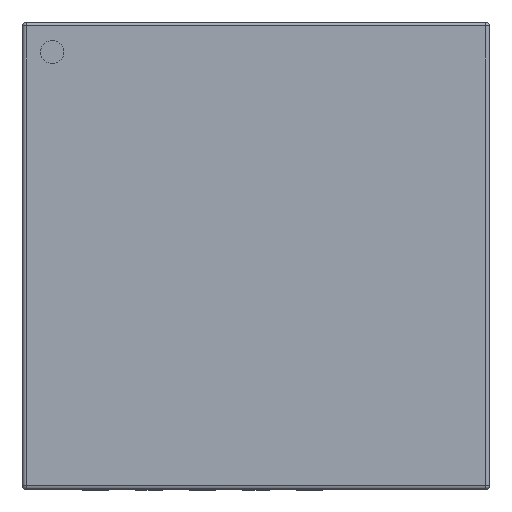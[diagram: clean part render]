
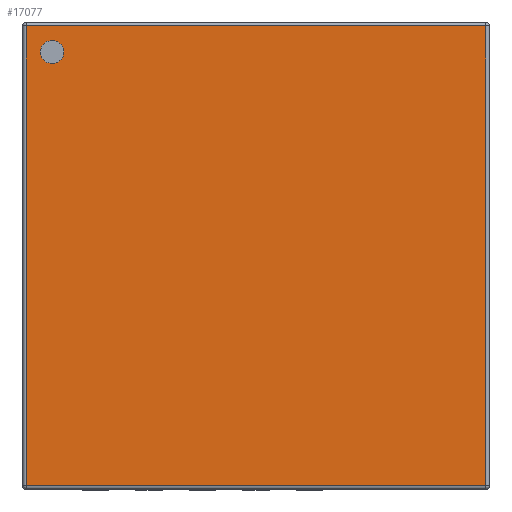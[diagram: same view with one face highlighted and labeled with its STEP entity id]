
A CAD part, top view. The second image highlights one B-rep face of the part: STEP entity #17077.
In plain terms, the highlighted planar face has unit normal (0, 0, 1).
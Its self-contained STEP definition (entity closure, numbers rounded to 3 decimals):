
#4018 = CYLINDRICAL_SURFACE('',#4019,0.05);
#4019 = AXIS2_PLACEMENT_3D('',#4020,#4021,#4022);
#4020 = CARTESIAN_POINT('',(-3.49,-3.44,0.83));
#4021 = DIRECTION('',(1.,0.,0.));
#4022 = DIRECTION('',(0.,-1.,0.));
#14489 = VERTEX_POINT('',#14490);
#14490 = CARTESIAN_POINT('',(-3.44,-3.44,0.88));
#14512 = EDGE_CURVE('',#14489,#14513,#14515,.T.);
#14513 = VERTEX_POINT('',#14514);
#14514 = CARTESIAN_POINT('',(3.44,-3.44,0.88));
#14515 = SURFACE_CURVE('',#14516,(#14520,#14527),.PCURVE_S1.);
#14516 = LINE('',#14517,#14518);
#14517 = CARTESIAN_POINT('',(-3.49,-3.44,0.88));
#14518 = VECTOR('',#14519,1.);
#14519 = DIRECTION('',(1.,0.,0.));
#14520 = PCURVE('',#4018,#14521);
#14521 = DEFINITIONAL_REPRESENTATION('',(#14522),#14526);
#14522 = LINE('',#14523,#14524);
#14523 = CARTESIAN_POINT('',(-1.571,0.));
#14524 = VECTOR('',#14525,1.);
#14525 = DIRECTION('',(-0.,1.));
#14526 = ( GEOMETRIC_REPRESENTATION_CONTEXT(2) 
PARAMETRIC_REPRESENTATION_CONTEXT() REPRESENTATION_CONTEXT('2D SPACE',''
  ) );
#14527 = PCURVE('',#14528,#14533);
#14528 = PLANE('',#14529);
#14529 = AXIS2_PLACEMENT_3D('',#14530,#14531,#14532);
#14530 = CARTESIAN_POINT('',(-3.49,-3.49,0.88));
#14531 = DIRECTION('',(0.,0.,1.));
#14532 = DIRECTION('',(1.,0.,0.));
#14533 = DEFINITIONAL_REPRESENTATION('',(#14534),#14538);
#14534 = LINE('',#14535,#14536);
#14535 = CARTESIAN_POINT('',(0.,0.05));
#14536 = VECTOR('',#14537,1.);
#14537 = DIRECTION('',(1.,0.));
#14538 = ( GEOMETRIC_REPRESENTATION_CONTEXT(2) 
PARAMETRIC_REPRESENTATION_CONTEXT() REPRESENTATION_CONTEXT('2D SPACE',''
  ) );
#14842 = CYLINDRICAL_SURFACE('',#14843,0.05);
#14843 = AXIS2_PLACEMENT_3D('',#14844,#14845,#14846);
#14844 = CARTESIAN_POINT('',(-3.44,3.44,0.83));
#14845 = DIRECTION('',(-0.,-1.,-0.));
#14846 = DIRECTION('',(-1.,0.,0.));
#15727 = CYLINDRICAL_SURFACE('',#15728,0.05);
#15728 = AXIS2_PLACEMENT_3D('',#15729,#15730,#15731);
#15729 = CARTESIAN_POINT('',(-3.49,3.44,0.83));
#15730 = DIRECTION('',(1.,0.,0.));
#15731 = DIRECTION('',(0.,1.,0.));
#15967 = CYLINDRICAL_SURFACE('',#15968,0.05);
#15968 = AXIS2_PLACEMENT_3D('',#15969,#15970,#15971);
#15969 = CARTESIAN_POINT('',(3.44,3.44,0.83));
#15970 = DIRECTION('',(-0.,-1.,-0.));
#15971 = DIRECTION('',(0.,0.,1.));
#17077 = ADVANCED_FACE('',(#17078,#17148),#14528,.T.);
#17078 = FACE_BOUND('',#17079,.T.);
#17079 = EDGE_LOOP('',(#17080,#17081,#17104,#17127));
#17080 = ORIENTED_EDGE('',*,*,#14512,.T.);
#17081 = ORIENTED_EDGE('',*,*,#17082,.F.);
#17082 = EDGE_CURVE('',#17083,#14513,#17085,.T.);
#17083 = VERTEX_POINT('',#17084);
#17084 = CARTESIAN_POINT('',(3.44,3.44,0.88));
#17085 = SURFACE_CURVE('',#17086,(#17090,#17097),.PCURVE_S1.);
#17086 = LINE('',#17087,#17088);
#17087 = CARTESIAN_POINT('',(3.44,3.44,0.88));
#17088 = VECTOR('',#17089,1.);
#17089 = DIRECTION('',(-0.,-1.,-0.));
#17090 = PCURVE('',#14528,#17091);
#17091 = DEFINITIONAL_REPRESENTATION('',(#17092),#17096);
#17092 = LINE('',#17093,#17094);
#17093 = CARTESIAN_POINT('',(6.93,6.93));
#17094 = VECTOR('',#17095,1.);
#17095 = DIRECTION('',(-0.,-1.));
#17096 = ( GEOMETRIC_REPRESENTATION_CONTEXT(2) 
PARAMETRIC_REPRESENTATION_CONTEXT() REPRESENTATION_CONTEXT('2D SPACE',''
  ) );
#17097 = PCURVE('',#15967,#17098);
#17098 = DEFINITIONAL_REPRESENTATION('',(#17099),#17103);
#17099 = LINE('',#17100,#17101);
#17100 = CARTESIAN_POINT('',(-0.,0.));
#17101 = VECTOR('',#17102,1.);
#17102 = DIRECTION('',(-0.,1.));
#17103 = ( GEOMETRIC_REPRESENTATION_CONTEXT(2) 
PARAMETRIC_REPRESENTATION_CONTEXT() REPRESENTATION_CONTEXT('2D SPACE',''
  ) );
#17104 = ORIENTED_EDGE('',*,*,#17105,.F.);
#17105 = EDGE_CURVE('',#17106,#17083,#17108,.T.);
#17106 = VERTEX_POINT('',#17107);
#17107 = CARTESIAN_POINT('',(-3.44,3.44,0.88));
#17108 = SURFACE_CURVE('',#17109,(#17113,#17120),.PCURVE_S1.);
#17109 = LINE('',#17110,#17111);
#17110 = CARTESIAN_POINT('',(-3.49,3.44,0.88));
#17111 = VECTOR('',#17112,1.);
#17112 = DIRECTION('',(1.,0.,0.));
#17113 = PCURVE('',#14528,#17114);
#17114 = DEFINITIONAL_REPRESENTATION('',(#17115),#17119);
#17115 = LINE('',#17116,#17117);
#17116 = CARTESIAN_POINT('',(0.,6.93));
#17117 = VECTOR('',#17118,1.);
#17118 = DIRECTION('',(1.,0.));
#17119 = ( GEOMETRIC_REPRESENTATION_CONTEXT(2) 
PARAMETRIC_REPRESENTATION_CONTEXT() REPRESENTATION_CONTEXT('2D SPACE',''
  ) );
#17120 = PCURVE('',#15727,#17121);
#17121 = DEFINITIONAL_REPRESENTATION('',(#17122),#17126);
#17122 = LINE('',#17123,#17124);
#17123 = CARTESIAN_POINT('',(1.571,0.));
#17124 = VECTOR('',#17125,1.);
#17125 = DIRECTION('',(0.,1.));
#17126 = ( GEOMETRIC_REPRESENTATION_CONTEXT(2) 
PARAMETRIC_REPRESENTATION_CONTEXT() REPRESENTATION_CONTEXT('2D SPACE',''
  ) );
#17127 = ORIENTED_EDGE('',*,*,#17128,.T.);
#17128 = EDGE_CURVE('',#17106,#14489,#17129,.T.);
#17129 = SURFACE_CURVE('',#17130,(#17134,#17141),.PCURVE_S1.);
#17130 = LINE('',#17131,#17132);
#17131 = CARTESIAN_POINT('',(-3.44,3.44,0.88));
#17132 = VECTOR('',#17133,1.);
#17133 = DIRECTION('',(-0.,-1.,-0.));
#17134 = PCURVE('',#14528,#17135);
#17135 = DEFINITIONAL_REPRESENTATION('',(#17136),#17140);
#17136 = LINE('',#17137,#17138);
#17137 = CARTESIAN_POINT('',(0.05,6.93));
#17138 = VECTOR('',#17139,1.);
#17139 = DIRECTION('',(-0.,-1.));
#17140 = ( GEOMETRIC_REPRESENTATION_CONTEXT(2) 
PARAMETRIC_REPRESENTATION_CONTEXT() REPRESENTATION_CONTEXT('2D SPACE',''
  ) );
#17141 = PCURVE('',#14842,#17142);
#17142 = DEFINITIONAL_REPRESENTATION('',(#17143),#17147);
#17143 = LINE('',#17144,#17145);
#17144 = CARTESIAN_POINT('',(-1.571,0.));
#17145 = VECTOR('',#17146,1.);
#17146 = DIRECTION('',(-0.,1.));
#17147 = ( GEOMETRIC_REPRESENTATION_CONTEXT(2) 
PARAMETRIC_REPRESENTATION_CONTEXT() REPRESENTATION_CONTEXT('2D SPACE',''
  ) );
#17148 = FACE_BOUND('',#17149,.T.);
#17149 = EDGE_LOOP('',(#17150));
#17150 = ORIENTED_EDGE('',*,*,#17151,.F.);
#17151 = EDGE_CURVE('',#17152,#17152,#17154,.T.);
#17152 = VERTEX_POINT('',#17153);
#17153 = CARTESIAN_POINT('',(-2.875,-3.05,0.88));
#17154 = SURFACE_CURVE('',#17155,(#17160,#17167),.PCURVE_S1.);
#17155 = CIRCLE('',#17156,0.175);
#17156 = AXIS2_PLACEMENT_3D('',#17157,#17158,#17159);
#17157 = CARTESIAN_POINT('',(-3.05,-3.05,0.88));
#17158 = DIRECTION('',(0.,0.,1.));
#17159 = DIRECTION('',(1.,0.,0.));
#17160 = PCURVE('',#14528,#17161);
#17161 = DEFINITIONAL_REPRESENTATION('',(#17162),#17166);
#17162 = CIRCLE('',#17163,0.175);
#17163 = AXIS2_PLACEMENT_2D('',#17164,#17165);
#17164 = CARTESIAN_POINT('',(0.44,0.44));
#17165 = DIRECTION('',(1.,0.));
#17166 = ( GEOMETRIC_REPRESENTATION_CONTEXT(2) 
PARAMETRIC_REPRESENTATION_CONTEXT() REPRESENTATION_CONTEXT('2D SPACE',''
  ) );
#17167 = PCURVE('',#17168,#17173);
#17168 = CYLINDRICAL_SURFACE('',#17169,0.175);
#17169 = AXIS2_PLACEMENT_3D('',#17170,#17171,#17172);
#17170 = CARTESIAN_POINT('',(-3.05,-3.05,0.88));
#17171 = DIRECTION('',(-0.,-0.,-1.));
#17172 = DIRECTION('',(1.,0.,0.));
#17173 = DEFINITIONAL_REPRESENTATION('',(#17174),#17178);
#17174 = LINE('',#17175,#17176);
#17175 = CARTESIAN_POINT('',(-0.,0.));
#17176 = VECTOR('',#17177,1.);
#17177 = DIRECTION('',(-1.,0.));
#17178 = ( GEOMETRIC_REPRESENTATION_CONTEXT(2) 
PARAMETRIC_REPRESENTATION_CONTEXT() REPRESENTATION_CONTEXT('2D SPACE',''
  ) );
